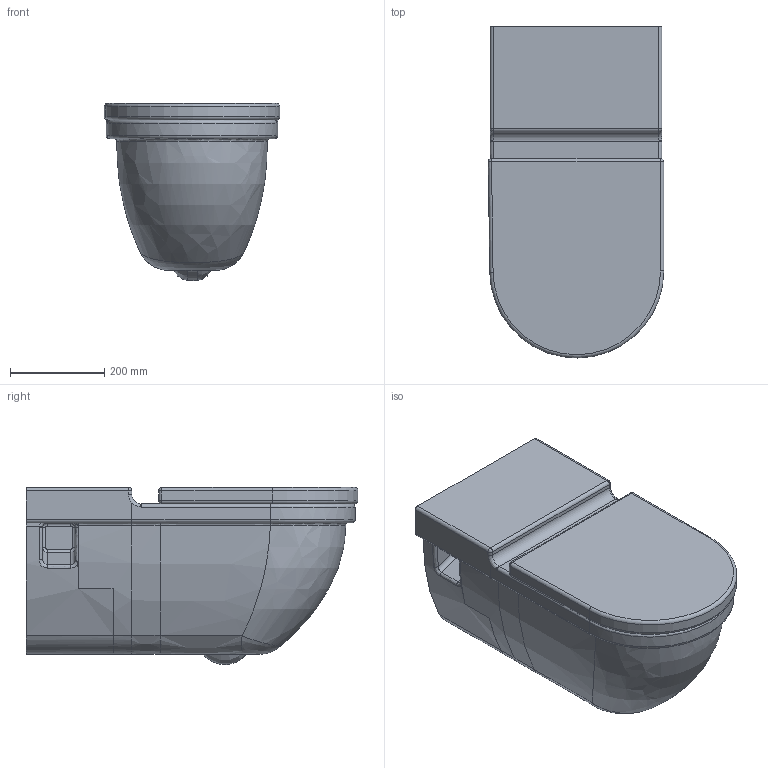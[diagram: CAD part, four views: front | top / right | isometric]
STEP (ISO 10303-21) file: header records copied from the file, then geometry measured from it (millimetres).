
FILE_DESCRIPTION((''),'2;1');
FILE_NAME('220309.stp','2007-08-06T13:46:26',('Huebner'),(''),'Autodesk Inventor 11','Autodesk Inventor 11','');
FILE_SCHEMA(('AUTOMOTIVE_DESIGN { 1 0 10303 214 1 1 1 1 }'));
Length unit declared in the file: millimetre
Products named in the file (4): 220309; 006381; 220009-1
Assembly tree (3 placements, depth 2):
  220309
    220309
    006381
    220009-1
Bounding box: 373.23 x 705.89 x 376.42 mm (x, y, z)
Volume: 51749830.9 mm3; surface area: 1638480.6 mm2
Topology: 3 solids, 5 shells, 212 faces, 502 edges, 299 vertices
Faces by surface type: bspline 78, cylinder 62, plane 51, torus 15, sphere 6
Full cylindrical faces by diameter (mm): 15 x6, 26 x2, 55 x1, 102 x1, 120 x1
Entity records: 17030 total; most frequent: CARTESIAN_POINT 12591, ORIENTED_EDGE 950, DIRECTION 788, EDGE_CURVE 475, AXIS2_PLACEMENT_3D 322, VERTEX_POINT 297, EDGE_LOOP 240, FACE_OUTER_BOUND 212
